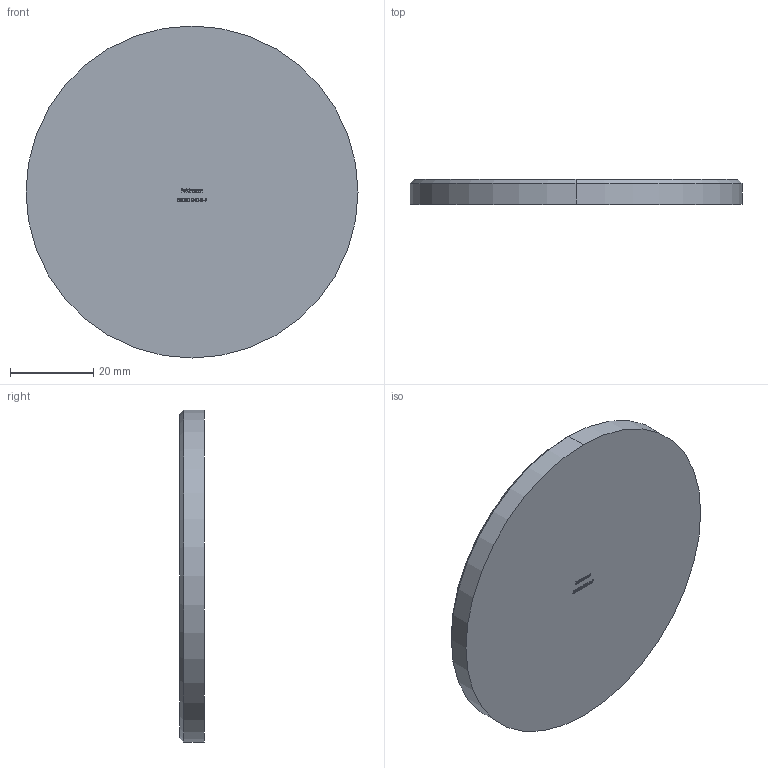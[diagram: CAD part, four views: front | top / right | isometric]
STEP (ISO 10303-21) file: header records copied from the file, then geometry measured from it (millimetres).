
FILE_DESCRIPTION (( 'STEP AP203' ), '1' );
FILE_NAME ('53080-240-R-F.STEP', '2020-10-22T07:50:11', ( '' ), ( '' ), 'SwSTEP 2.0', 'SolidWorks 2018', '' );
FILE_SCHEMA (( 'CONFIG_CONTROL_DESIGN' ));
Length unit declared in the file: millimetre
Products named in the file (2): 53080-240-R-F
Bounding box: 80 x 6 x 80 mm (x, y, z)
Volume: 30034.4 mm3; surface area: 11419.4 mm2
Topology: 1 solids, 1 shells, 277 faces, 730 edges, 486 vertices
Faces by surface type: plane 148, bspline 125, cone 2, cylinder 2
Entity records: 15755 total; most frequent: CARTESIAN_POINT 9596, ORIENTED_EDGE 1460, DIRECTION 794, EDGE_CURVE 730, VERTEX_POINT 486, VECTOR 474, LINE 474, EDGE_LOOP 308
